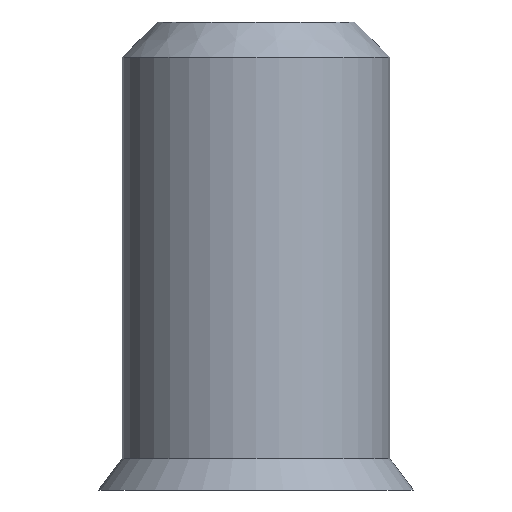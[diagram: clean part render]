
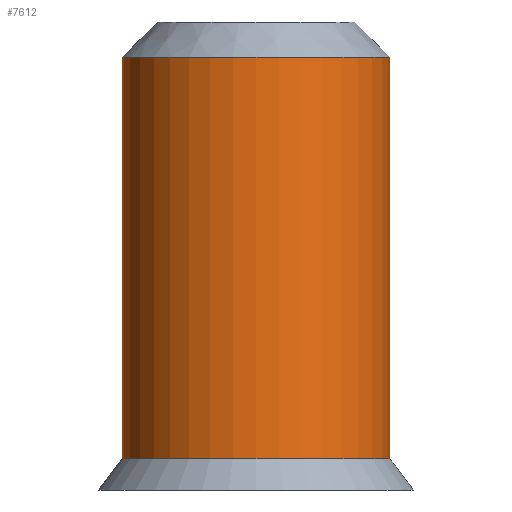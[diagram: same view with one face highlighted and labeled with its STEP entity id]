
A CAD part, front view. The second image highlights one B-rep face of the part: STEP entity #7612.
In plain terms, the highlighted cylindrical face has radius 3.4 mm (diameter 6.8 mm), a full revolution.
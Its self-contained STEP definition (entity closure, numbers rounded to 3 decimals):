
#262 = CARTESIAN_POINT ( 'NONE',  ( 3.4, 0., 11. ) ) ;
#637 = DIRECTION ( 'NONE',  ( 1., 0., 0. ) ) ;
#935 = CARTESIAN_POINT ( 'NONE',  ( 3.4, 0., 0.8 ) ) ;
#989 = ORIENTED_EDGE ( 'NONE', *, *, #7568, .F. ) ;
#1726 = VERTEX_POINT ( 'NONE', #262 ) ;
#1805 = EDGE_LOOP ( 'NONE', ( #1996 ) ) ;
#1996 = ORIENTED_EDGE ( 'NONE', *, *, #4523, .T. ) ;
#2198 = CYLINDRICAL_SURFACE ( 'NONE', #4908, 3.4 ) ;
#2889 = VERTEX_POINT ( 'NONE', #935 ) ;
#3223 = CIRCLE ( 'NONE', #8337, 3.4 ) ;
#3236 = FACE_OUTER_BOUND ( 'NONE', #6546, .T. ) ;
#3355 = CARTESIAN_POINT ( 'NONE',  ( 0., 0., 12. ) ) ;
#3390 = CARTESIAN_POINT ( 'NONE',  ( 0., 0., 11. ) ) ;
#3582 = CARTESIAN_POINT ( 'NONE',  ( 0., 0., 0.8 ) ) ;
#4104 = DIRECTION ( 'NONE',  ( 0., 0., 1. ) ) ;
#4523 = EDGE_CURVE ( 'NONE', #2889, #2889, #3223, .T. ) ;
#4908 = AXIS2_PLACEMENT_3D ( 'NONE', #3355, #7026, #7709 ) ;
#6546 = EDGE_LOOP ( 'NONE', ( #989 ) ) ;
#7026 = DIRECTION ( 'NONE',  ( 0., 0., 1. ) ) ;
#7568 = EDGE_CURVE ( 'NONE', #1726, #1726, #8104, .T. ) ;
#7612 = ADVANCED_FACE ( 'NONE', ( #3236, #8323 ), #2198, .T. ) ;
#7709 = DIRECTION ( 'NONE',  ( 1., 0., 0. ) ) ;
#8104 = CIRCLE ( 'NONE', #8295, 3.4 ) ;
#8295 = AXIS2_PLACEMENT_3D ( 'NONE', #3390, #4104, #9109 ) ;
#8323 = FACE_OUTER_BOUND ( 'NONE', #1805, .T. ) ;
#8337 = AXIS2_PLACEMENT_3D ( 'NONE', #3582, #8515, #637 ) ;
#8515 = DIRECTION ( 'NONE',  ( 0., 0., 1. ) ) ;
#9109 = DIRECTION ( 'NONE',  ( 1., 0., 0. ) ) ;
